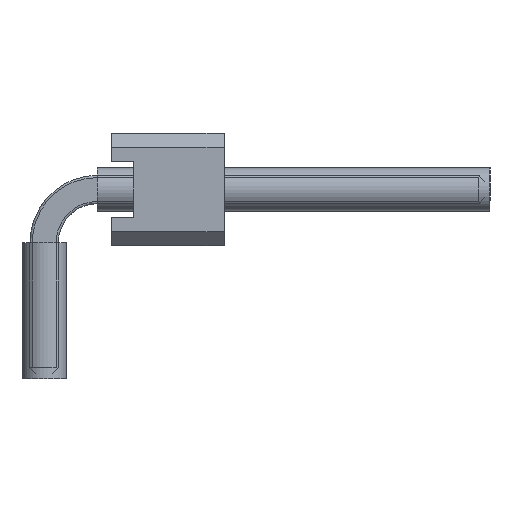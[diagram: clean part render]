
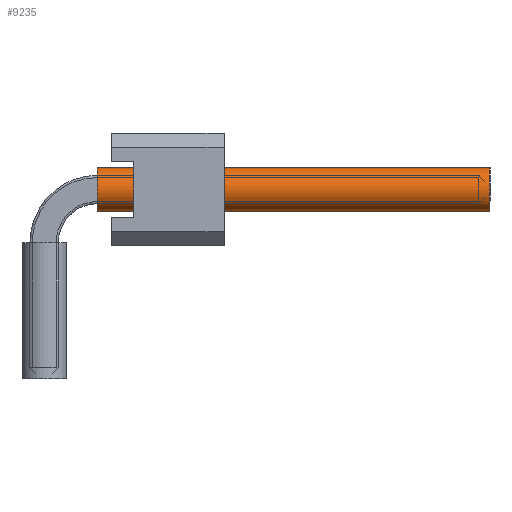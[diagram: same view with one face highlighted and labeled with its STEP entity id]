
A CAD part, left-side view. The second image highlights one B-rep face of the part: STEP entity #9235.
In plain terms, the highlighted cylindrical face has radius 0.5 mm (diameter 1 mm), a full revolution.
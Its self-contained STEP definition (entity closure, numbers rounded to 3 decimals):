
#5204=ORIENTED_EDGE('',*,*,#6520,.F.);
#5205=ORIENTED_EDGE('',*,*,#6521,.T.);
#6520=EDGE_CURVE('',#7396,#7396,#7648,.T.);
#6521=EDGE_CURVE('',#7397,#7397,#7649,.T.);
#7396=VERTEX_POINT('',#15197);
#7397=VERTEX_POINT('',#15199);
#7648=CIRCLE('',#9991,0.5);
#7649=CIRCLE('',#9992,0.5);
#8154=EDGE_LOOP('',(#5204));
#8155=EDGE_LOOP('',(#5205));
#8660=FACE_BOUND('',#8154,.T.);
#8661=FACE_BOUND('',#8155,.T.);
#8789=CYLINDRICAL_SURFACE('',#9990,0.5);
#9235=ADVANCED_FACE('',(#8660,#8661),#8789,.F.);
#9990=AXIS2_PLACEMENT_3D('',#15195,#12496,#12497);
#9991=AXIS2_PLACEMENT_3D('',#15196,#12498,#12499);
#9992=AXIS2_PLACEMENT_3D('',#15198,#12500,#12501);
#12496=DIRECTION('',(1.,0.,0.));
#12497=DIRECTION('',(0.,0.,-1.));
#12498=DIRECTION('',(-1.,0.,0.));
#12499=DIRECTION('',(0.,0.,1.));
#12500=DIRECTION('',(-1.,0.,0.));
#12501=DIRECTION('',(0.,0.,1.));
#15195=CARTESIAN_POINT('',(1.2,0.,4.27));
#15196=CARTESIAN_POINT('',(10.06,0.,4.27));
#15197=CARTESIAN_POINT('',(10.06,0.,4.77));
#15198=CARTESIAN_POINT('',(1.2,0.,4.27));
#15199=CARTESIAN_POINT('',(1.2,0.,4.77));
